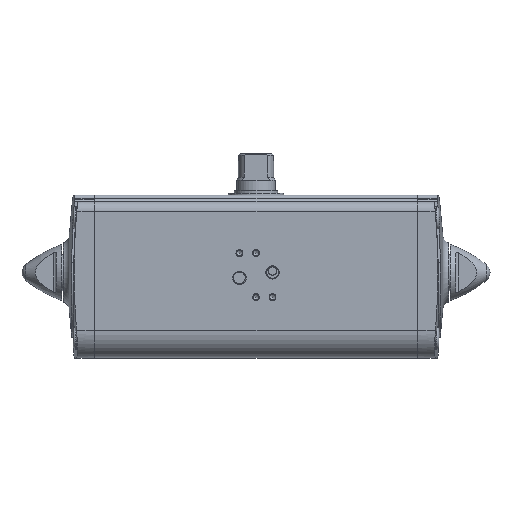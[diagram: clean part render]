
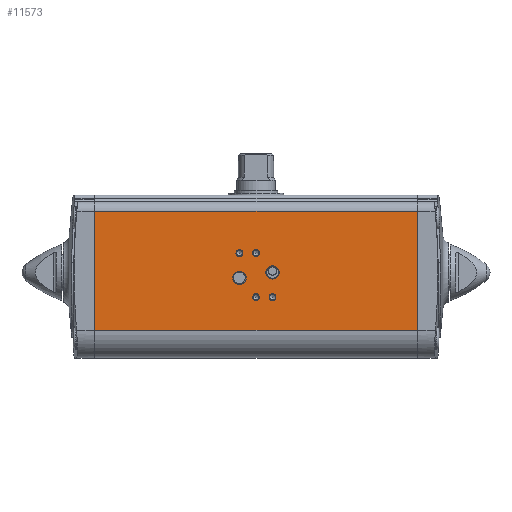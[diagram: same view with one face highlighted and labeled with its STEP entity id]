
A CAD part, top view. The second image highlights one B-rep face of the part: STEP entity #11573.
In plain terms, the highlighted planar face has unit normal (0, 0, 1).
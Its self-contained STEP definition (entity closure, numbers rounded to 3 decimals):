
#139=PLANE('',#12227);
#838=LINE('',#17086,#1394);
#839=LINE('',#17089,#1395);
#840=LINE('',#17091,#1396);
#841=LINE('',#17093,#1397);
#1394=VECTOR('',#13614,1000.);
#1395=VECTOR('',#13615,1000.);
#1396=VECTOR('',#13616,1000.);
#1397=VECTOR('',#13617,1000.);
#2389=ORIENTED_EDGE('',*,*,#4589,.T.);
#2390=ORIENTED_EDGE('',*,*,#4590,.T.);
#2391=ORIENTED_EDGE('',*,*,#4591,.T.);
#2392=ORIENTED_EDGE('',*,*,#4592,.T.);
#2393=ORIENTED_EDGE('',*,*,#4593,.T.);
#2394=ORIENTED_EDGE('',*,*,#4594,.T.);
#2395=ORIENTED_EDGE('',*,*,#4595,.T.);
#2396=ORIENTED_EDGE('',*,*,#4596,.F.);
#2397=ORIENTED_EDGE('',*,*,#4597,.F.);
#2398=ORIENTED_EDGE('',*,*,#4598,.T.);
#4589=EDGE_CURVE('',#5647,#5647,#6161,.T.);
#4590=EDGE_CURVE('',#5648,#5648,#6162,.T.);
#4591=EDGE_CURVE('',#5649,#5649,#6163,.T.);
#4592=EDGE_CURVE('',#5650,#5650,#6164,.T.);
#4593=EDGE_CURVE('',#5651,#5651,#6165,.T.);
#4594=EDGE_CURVE('',#5652,#5652,#6166,.T.);
#4595=EDGE_CURVE('',#5653,#5654,#838,.T.);
#4596=EDGE_CURVE('',#5655,#5654,#839,.T.);
#4597=EDGE_CURVE('',#5656,#5655,#840,.T.);
#4598=EDGE_CURVE('',#5656,#5653,#841,.T.);
#5647=VERTEX_POINT('',#17075);
#5648=VERTEX_POINT('',#17077);
#5649=VERTEX_POINT('',#17079);
#5650=VERTEX_POINT('',#17081);
#5651=VERTEX_POINT('',#17083);
#5652=VERTEX_POINT('',#17085);
#5653=VERTEX_POINT('',#17087);
#5654=VERTEX_POINT('',#17088);
#5655=VERTEX_POINT('',#17090);
#5656=VERTEX_POINT('',#17092);
#6161=CIRCLE('',#12228,4.864);
#6162=CIRCLE('',#12229,2.5);
#6163=CIRCLE('',#12230,2.5);
#6164=CIRCLE('',#12231,2.5);
#6165=CIRCLE('',#12232,2.5);
#6166=CIRCLE('',#12233,4.864);
#6548=EDGE_LOOP('',(#2389));
#6549=EDGE_LOOP('',(#2390));
#6550=EDGE_LOOP('',(#2391));
#6551=EDGE_LOOP('',(#2392));
#6552=EDGE_LOOP('',(#2393));
#6553=EDGE_LOOP('',(#2394));
#6554=EDGE_LOOP('',(#2395,#2396,#2397,#2398));
#7208=FACE_BOUND('',#6548,.T.);
#7209=FACE_BOUND('',#6549,.T.);
#7210=FACE_BOUND('',#6550,.T.);
#7211=FACE_BOUND('',#6551,.T.);
#7212=FACE_BOUND('',#6552,.T.);
#7213=FACE_BOUND('',#6553,.T.);
#7214=FACE_BOUND('',#6554,.T.);
#11573=ADVANCED_FACE('',(#7208,#7209,#7210,#7211,#7212,#7213,#7214),#139,
 .F.);
#12227=AXIS2_PLACEMENT_3D('',#17073,#13600,#13601);
#12228=AXIS2_PLACEMENT_3D('',#17074,#13602,#13603);
#12229=AXIS2_PLACEMENT_3D('',#17076,#13604,#13605);
#12230=AXIS2_PLACEMENT_3D('',#17078,#13606,#13607);
#12231=AXIS2_PLACEMENT_3D('',#17080,#13608,#13609);
#12232=AXIS2_PLACEMENT_3D('',#17082,#13610,#13611);
#12233=AXIS2_PLACEMENT_3D('',#17084,#13612,#13613);
#13600=DIRECTION('',(0.,0.,-1.));
#13601=DIRECTION('',(-1.,0.,0.));
#13602=DIRECTION('',(0.,0.,-1.));
#13603=DIRECTION('',(-1.,0.,0.));
#13604=DIRECTION('',(0.,0.,-1.));
#13605=DIRECTION('',(-1.,0.,0.));
#13606=DIRECTION('',(0.,0.,-1.));
#13607=DIRECTION('',(-1.,0.,0.));
#13608=DIRECTION('',(0.,0.,-1.));
#13609=DIRECTION('',(-1.,0.,0.));
#13610=DIRECTION('',(0.,0.,-1.));
#13611=DIRECTION('',(-1.,0.,0.));
#13612=DIRECTION('',(0.,0.,-1.));
#13613=DIRECTION('',(-1.,0.,0.));
#13614=DIRECTION('',(0.,-1.,0.));
#13615=DIRECTION('',(-1.,0.,0.));
#13616=DIRECTION('',(0.,-1.,0.));
#13617=DIRECTION('',(-1.,0.,0.));
#17073=CARTESIAN_POINT('',(117.,44.3,62.));
#17074=CARTESIAN_POINT('',(-12.,-4.,62.));
#17075=CARTESIAN_POINT('',(-16.864,-4.,62.));
#17076=CARTESIAN_POINT('',(-12.,14.,62.));
#17077=CARTESIAN_POINT('',(-14.5,14.,62.));
#17078=CARTESIAN_POINT('',(0.,14.,62.));
#17079=CARTESIAN_POINT('',(-2.5,14.,62.));
#17080=CARTESIAN_POINT('',(0.,-18.,62.));
#17081=CARTESIAN_POINT('',(-2.5,-18.,62.));
#17082=CARTESIAN_POINT('',(12.,-18.,62.));
#17083=CARTESIAN_POINT('',(9.5,-18.,62.));
#17084=CARTESIAN_POINT('',(12.,0.,62.));
#17085=CARTESIAN_POINT('',(7.136,0.,62.));
#17086=CARTESIAN_POINT('',(-117.,44.3,62.));
#17087=CARTESIAN_POINT('',(-117.,44.3,62.));
#17088=CARTESIAN_POINT('',(-117.,-42.,62.));
#17089=CARTESIAN_POINT('',(117.,-42.,62.));
#17090=CARTESIAN_POINT('',(117.,-42.,62.));
#17091=CARTESIAN_POINT('',(117.,44.3,62.));
#17092=CARTESIAN_POINT('',(117.,44.3,62.));
#17093=CARTESIAN_POINT('',(117.,44.3,62.));
